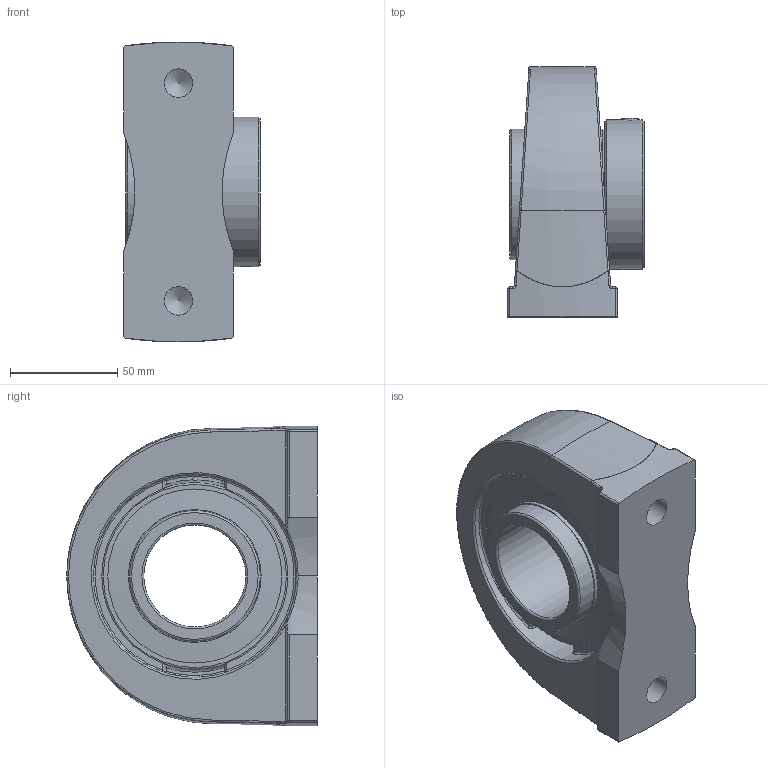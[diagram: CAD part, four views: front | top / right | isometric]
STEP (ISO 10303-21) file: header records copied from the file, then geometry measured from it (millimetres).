
FILE_DESCRIPTION(('HOOPS Exchange Step'),'2;1');
FILE_NAME('export-811AA90D-DF55-4948-BAD9-719F120C3C47.stp','2020-05-20T15:05:44-07:00',('dkerr'),('Alibre'),'HOOPS Exchange 2020.0','Alibre','Unknown authorisation');
FILE_SCHEMA( ('AP242_MANAGED_MODEL_BASED_3D_ENGINEERING_MIM_LF {1 0 10303 442 1 1 4 }') );
Length unit declared in the file: inch
Products named in the file (8): MRN SPAM 210 L4L; SHC 210-30 L4L (1.875inch) (Race); SHC 210 (Ball Bearing); SHC 210 (Shield); SHC 210 (Setscrew); SHC 210-30 (Collar); MRN SHC 210-30 L4L (1.875inch); MRN SHCSPAM 210-30 L4L (1.875inch)
Assembly tree (7 placements, depth 3):
  MRN SHCSPAM 210-30 L4L (1.875inch)
    MRN SPAM 210 L4L
    MRN SHC 210-30 L4L (1.875inch)
      SHC 210-30 L4L (1.875inch) (Race)
      SHC 210 (Ball Bearing)
      SHC 210 (Shield)
      SHC 210 (Setscrew)
      SHC 210-30 (Collar)
Bounding box: 63.6 x 117 x 140 mm (x, y, z)
Volume: 429205.6 mm3; surface area: 109508.8 mm2
Topology: 17 solids, 17 shells, 182 faces, 473 edges, 299 vertices
Faces by surface type: cylinder 54, plane 43, bspline 26, sphere 24, torus 19, cone 16
Full cylindrical faces by diameter (mm): 7.925 x1, 7.938 x2, 13.386 x2, 47.625 x2, 55.829 x2, 60.96 x4, 61.976 x2, 69.9 x1, 76.2 x2, 81.28 x4, 94.741 x2, 100.1 x1
Entity records: 11041 total; most frequent: CARTESIAN_POINT 6509, DIRECTION 944, ORIENTED_EDGE 878, EDGE_CURVE 439, AXIS2_PLACEMENT_3D 414, VERTEX_POINT 299, CIRCLE 222, EDGE_LOOP 204
